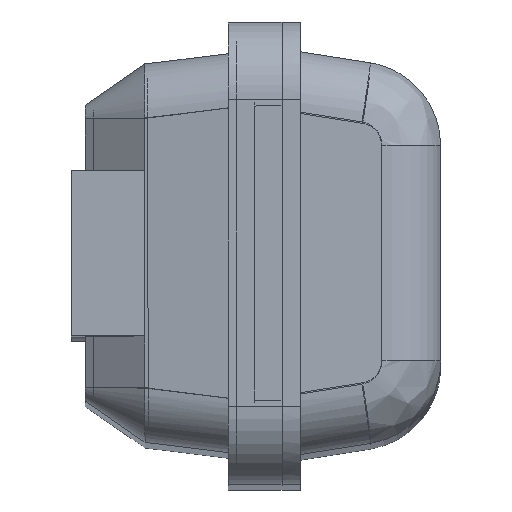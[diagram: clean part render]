
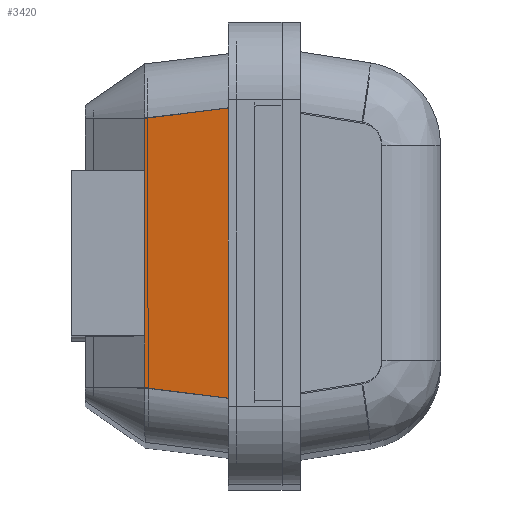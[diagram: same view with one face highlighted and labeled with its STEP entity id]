
A CAD part, top view. The second image highlights one B-rep face of the part: STEP entity #3420.
In plain terms, the highlighted free-form (B-spline) face has degree [3, 1] with [12, 3] control points.
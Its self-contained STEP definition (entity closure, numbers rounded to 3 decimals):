
#172 = CARTESIAN_POINT ( 'NONE',  ( -5.312, -320.201, -14.133 ) ) ;
#283 = VECTOR ( 'NONE', #747, 1000. ) ;
#332 = LINE ( 'NONE', #6455, #939 ) ;
#550 = CARTESIAN_POINT ( 'NONE',  ( 25.949, -320.202, -14.103 ) ) ;
#568 = CARTESIAN_POINT ( 'NONE',  ( 25.949, -320.202, -14.103 ) ) ;
#586 = B_SPLINE_CURVE_WITH_KNOTS ( 'NONE', 3,
 ( #3856, #7401, #10921, #1405 ),
 .UNSPECIFIED., .F., .F.,
 ( 4, 4 ),
 ( 0., 0.193 ),
 .UNSPECIFIED. ) ;
#620 = CARTESIAN_POINT ( 'NONE',  ( -18.74, -322.363, -31.743 ) ) ;
#723 = CARTESIAN_POINT ( 'NONE',  ( 9.37, -322.363, -31.746 ) ) ;
#747 = DIRECTION ( 'NONE',  ( -0.121, -0.121, -0.985 ) ) ;
#769 = CARTESIAN_POINT ( 'NONE',  ( -26.468, -320.202, -14.153 ) ) ;
#939 = VECTOR ( 'NONE', #9110, 1000. ) ;
#1188 = EDGE_LOOP ( 'NONE', ( #4126, #1228, #9608, #7882, #6882, #6755 ) ) ;
#1228 = ORIENTED_EDGE ( 'NONE', *, *, #10944, .T. ) ;
#1289 = CARTESIAN_POINT ( 'NONE',  ( 15.935, -320.201, -14.112 ) ) ;
#1405 = CARTESIAN_POINT ( 'NONE',  ( -15.935, -320.202, -14.143 ) ) ;
#1479 = CARTESIAN_POINT ( 'NONE',  ( -25.949, -320.202, -14.153 ) ) ;
#1593 = CARTESIAN_POINT ( 'NONE',  ( 17.299, -320.202, -14.111 ) ) ;
#1651 = CARTESIAN_POINT ( 'NONE',  ( -28.485, -322.363, -31.742 ) ) ;
#1763 = CARTESIAN_POINT ( 'NONE',  ( 27.921, -322.174, -30.2 ) ) ;
#1860 = VERTEX_POINT ( 'NONE', #6305 ) ;
#2053 = VERTEX_POINT ( 'NONE', #10501 ) ;
#2205 = CARTESIAN_POINT ( 'NONE',  ( 22.611, -320.202, -14.106 ) ) ;
#2285 = CARTESIAN_POINT ( 'NONE',  ( 28.298, -322.363, -31.747 ) ) ;
#2499 = CARTESIAN_POINT ( 'NONE',  ( -17.299, -320.202, -14.145 ) ) ;
#2573 = CARTESIAN_POINT ( 'NONE',  ( 5.312, -320.201, -14.122 ) ) ;
#3140 = CARTESIAN_POINT ( 'NONE',  ( 18.74, -322.363, -31.746 ) ) ;
#3250 = CARTESIAN_POINT ( 'NONE',  ( -28.293, -322.174, -30.2 ) ) ;
#3269 = CARTESIAN_POINT ( 'NONE',  ( 15.935, -320.201, -14.112 ) ) ;
#3301 = CARTESIAN_POINT ( 'NONE',  ( 28.479, -322.174, -30.2 ) ) ;
#3420 = ADVANCED_FACE ( 'NONE', ( #5822 ), #8418, .T. ) ;
#3545 = CARTESIAN_POINT ( 'NONE',  ( -15.935, -320.202, -14.143 ) ) ;
#3659 = CARTESIAN_POINT ( 'NONE',  ( 15.935, -320.201, -14.112 ) ) ;
#3750 = CARTESIAN_POINT ( 'NONE',  ( -27.921, -322.174, -30.2 ) ) ;
#3856 = CARTESIAN_POINT ( 'NONE',  ( -25.949, -320.202, -14.153 ) ) ;
#4055 = CARTESIAN_POINT ( 'NONE',  ( 28.107, -322.174, -30.2 ) ) ;
#4126 = ORIENTED_EDGE ( 'NONE', *, *, #10199, .F. ) ;
#4130 = EDGE_CURVE ( 'NONE', #4733, #4623, #4626, .T. ) ;
#4169 = CARTESIAN_POINT ( 'NONE',  ( 28.293, -322.174, -30.2 ) ) ;
#4176 = B_SPLINE_CURVE_WITH_KNOTS ( 'NONE', 3,
 ( #1289, #4791, #2205, #6072 ),
 .UNSPECIFIED., .F., .F.,
 ( 4, 4 ),
 ( 0.807, 1. ),
 .UNSPECIFIED. ) ;
#4623 = VERTEX_POINT ( 'NONE', #3269 ) ;
#4626 = B_SPLINE_CURVE_WITH_KNOTS ( 'NONE', 3,
 ( #3545, #172, #2573, #3659 ),
 .UNSPECIFIED., .F., .F.,
 ( 4, 4 ),
 ( 0., 1. ),
 .UNSPECIFIED. ) ;
#4682 = CARTESIAN_POINT ( 'NONE',  ( 27.921, -322.174, -30.2 ) ) ;
#4733 = VERTEX_POINT ( 'NONE', #9198 ) ;
#4791 = CARTESIAN_POINT ( 'NONE',  ( 19.273, -320.202, -14.109 ) ) ;
#4990 = CARTESIAN_POINT ( 'NONE',  ( 28.485, -322.363, -31.747 ) ) ;
#5103 = CARTESIAN_POINT ( 'NONE',  ( -9.37, -322.363, -31.744 ) ) ;
#5185 = CARTESIAN_POINT ( 'NONE',  ( -26.935, -321.188, -22.176 ) ) ;
#5300 = EDGE_CURVE ( 'NONE', #2053, #7963, #10160, .T. ) ;
#5822 = FACE_OUTER_BOUND ( 'NONE', #1188, .T. ) ;
#5877 = CARTESIAN_POINT ( 'NONE',  ( 18.614, -322.174, -30.2 ) ) ;
#5983 = CARTESIAN_POINT ( 'NONE',  ( 26.468, -320.202, -14.103 ) ) ;
#6036 = CARTESIAN_POINT ( 'NONE',  ( -18.614, -322.174, -30.2 ) ) ;
#6064 = LINE ( 'NONE', #5185, #283 ) ;
#6072 = CARTESIAN_POINT ( 'NONE',  ( 25.949, -320.202, -14.103 ) ) ;
#6270 = CARTESIAN_POINT ( 'NONE',  ( 9.307, -322.174, -30.2 ) ) ;
#6305 = CARTESIAN_POINT ( 'NONE',  ( -25.949, -320.202, -14.153 ) ) ;
#6325 = CARTESIAN_POINT ( 'NONE',  ( -18.614, -322.174, -30.2 ) ) ;
#6455 = CARTESIAN_POINT ( 'NONE',  ( 26.935, -321.188, -22.152 ) ) ;
#6684 = CARTESIAN_POINT ( 'NONE',  ( -28.479, -322.174, -30.2 ) ) ;
#6755 = ORIENTED_EDGE ( 'NONE', *, *, #4130, .F. ) ;
#6800 = CARTESIAN_POINT ( 'NONE',  ( -28.673, -322.363, -31.742 ) ) ;
#6851 = CARTESIAN_POINT ( 'NONE',  ( 26.295, -320.202, -14.103 ) ) ;
#6882 = ORIENTED_EDGE ( 'NONE', *, *, #7512, .F. ) ;
#7184 = EDGE_CURVE ( 'NONE', #10585, #7963, #332, .T. ) ;
#7401 = CARTESIAN_POINT ( 'NONE',  ( -22.611, -320.202, -14.15 ) ) ;
#7512 = EDGE_CURVE ( 'NONE', #4623, #10585, #4176, .T. ) ;
#7599 = CARTESIAN_POINT ( 'NONE',  ( 28.111, -322.363, -31.747 ) ) ;
#7652 = CARTESIAN_POINT ( 'NONE',  ( -28.111, -322.363, -31.742 ) ) ;
#7882 = ORIENTED_EDGE ( 'NONE', *, *, #7184, .F. ) ;
#7963 = VERTEX_POINT ( 'NONE', #4682 ) ;
#8418 = B_SPLINE_SURFACE_WITH_KNOTS ( 'NONE', 3, 1, ( 
 ( #5983, #3301, #10261 ),
 ( #6851, #4169, #4990 ),
 ( #8471, #4055, #2285 ),
 ( #568, #9506, #7599 ),
 ( #1593, #5877, #3140 ),
 ( #11207, #10369, #723 ),
 ( #11097, #9396, #5103 ),
 ( #2499, #6036, #620 ),
 ( #1479, #9562, #7652 ),
 ( #11155, #8639, #10209 ),
 ( #8689, #3250, #1651 ),
 ( #769, #6684, #6800 ) ),
 .UNSPECIFIED., .F., .F., .F.,
 ( 4, 3, 2, 3, 4 ),
 ( 2, 1, 2 ),
 ( -0.01, 0., 0.5, 1., 1.01 ),
 ( 0., 1., 1.096 ),
 .UNSPECIFIED. ) ;
#8471 = CARTESIAN_POINT ( 'NONE',  ( 26.122, -320.202, -14.103 ) ) ;
#8639 = CARTESIAN_POINT ( 'NONE',  ( -28.107, -322.174, -30.2 ) ) ;
#8689 = CARTESIAN_POINT ( 'NONE',  ( -26.295, -320.202, -14.153 ) ) ;
#9110 = DIRECTION ( 'NONE',  ( 0.121, -0.121, -0.985 ) ) ;
#9198 = CARTESIAN_POINT ( 'NONE',  ( -15.935, -320.202, -14.143 ) ) ;
#9396 = CARTESIAN_POINT ( 'NONE',  ( -9.307, -322.174, -30.2 ) ) ;
#9506 = CARTESIAN_POINT ( 'NONE',  ( 27.921, -322.174, -30.2 ) ) ;
#9562 = CARTESIAN_POINT ( 'NONE',  ( -27.921, -322.174, -30.2 ) ) ;
#9608 = ORIENTED_EDGE ( 'NONE', *, *, #5300, .T. ) ;
#9739 = CARTESIAN_POINT ( 'NONE',  ( 18.614, -322.174, -30.2 ) ) ;
#10160 = B_SPLINE_CURVE_WITH_KNOTS ( 'NONE', 3,
 ( #3750, #6325, #10648, #6270, #9739, #1763 ),
 .UNSPECIFIED., .F., .F.,
 ( 4, 2, 4 ),
 ( 0., 0.5, 1. ),
 .UNSPECIFIED. ) ;
#10199 = EDGE_CURVE ( 'NONE', #1860, #4733, #586, .T. ) ;
#10209 = CARTESIAN_POINT ( 'NONE',  ( -28.298, -322.363, -31.742 ) ) ;
#10261 = CARTESIAN_POINT ( 'NONE',  ( 28.673, -322.363, -31.747 ) ) ;
#10369 = CARTESIAN_POINT ( 'NONE',  ( 9.307, -322.174, -30.2 ) ) ;
#10501 = CARTESIAN_POINT ( 'NONE',  ( -27.921, -322.174, -30.2 ) ) ;
#10585 = VERTEX_POINT ( 'NONE', #550 ) ;
#10648 = CARTESIAN_POINT ( 'NONE',  ( -9.307, -322.174, -30.2 ) ) ;
#10921 = CARTESIAN_POINT ( 'NONE',  ( -19.273, -320.202, -14.146 ) ) ;
#10944 = EDGE_CURVE ( 'NONE', #1860, #2053, #6064, .T. ) ;
#11097 = CARTESIAN_POINT ( 'NONE',  ( -8.65, -320.202, -14.136 ) ) ;
#11155 = CARTESIAN_POINT ( 'NONE',  ( -26.122, -320.202, -14.153 ) ) ;
#11207 = CARTESIAN_POINT ( 'NONE',  ( 8.65, -320.202, -14.12 ) ) ;
